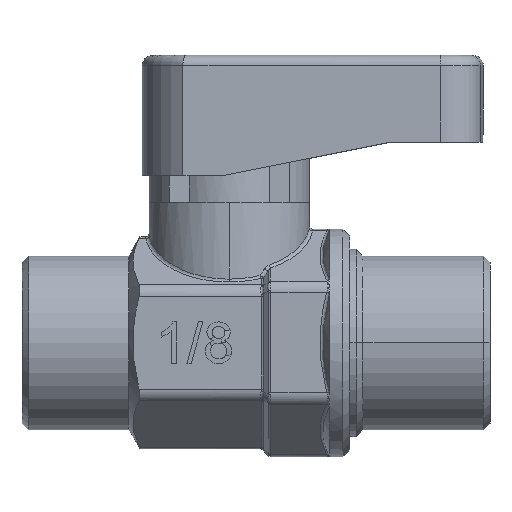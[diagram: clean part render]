
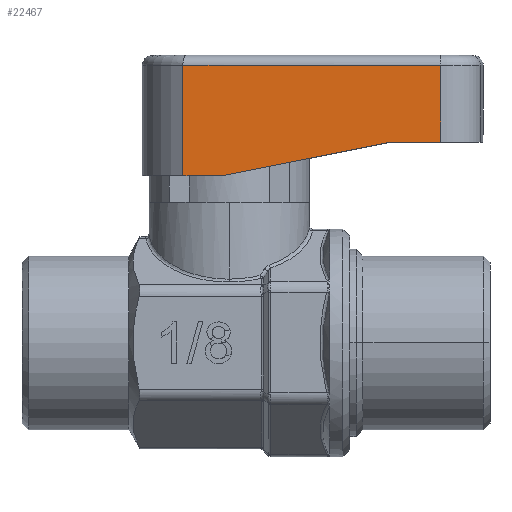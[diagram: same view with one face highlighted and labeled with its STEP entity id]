
A CAD part, top view. The second image highlights one B-rep face of the part: STEP entity #22467.
In plain terms, the highlighted planar face has unit normal (0, 0, 1).
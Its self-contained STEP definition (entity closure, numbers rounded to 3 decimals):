
#565 = ORIENTED_EDGE ( 'NONE', *, *, #6345, .T. ) ;
#566 = ORIENTED_EDGE ( 'NONE', *, *, #6347, .T. ) ;
#567 = ORIENTED_EDGE ( 'NONE', *, *, #6348, .F. ) ;
#568 = ORIENTED_EDGE ( 'NONE', *, *, #6349, .T. ) ;
#569 = ORIENTED_EDGE ( 'NONE', *, *, #6350, .T. ) ;
#570 = ORIENTED_EDGE ( 'NONE', *, *, #6351, .T. ) ;
#2184 = EDGE_LOOP ( 'NONE', ( #565, #566, #567, #568, #569, #570 ) ) ;
#2774 = FACE_OUTER_BOUND ( 'NONE', #2184, .T. ) ;
#6345 = EDGE_CURVE ( 'NONE', #22895, #22894, #8975, .T. ) ;
#6347 = EDGE_CURVE ( 'NONE', #22894, #22896, #8978, .T. ) ;
#6348 = EDGE_CURVE ( 'NONE', #22897, #22896, #8979, .T. ) ;
#6349 = EDGE_CURVE ( 'NONE', #22897, #22899, #8976, .T. ) ;
#6350 = EDGE_CURVE ( 'NONE', #22899, #22900, #8983, .T. ) ;
#6351 = EDGE_CURVE ( 'NONE', #22900, #22895, #8985, .T. ) ;
#8787 = AXIS2_PLACEMENT_3D ( 'NONE', #12012, #12021, #12023 ) ;
#8975 = LINE ( 'NONE', #9496, #8977 ) ;
#8976 = LINE ( 'NONE', #9506, #8984 ) ;
#8977 = VECTOR ( 'NONE', #9497, 1000. ) ;
#8978 = LINE ( 'NONE', #9505, #8980 ) ;
#8979 = LINE ( 'NONE', #9510, #8982 ) ;
#8980 = VECTOR ( 'NONE', #9501, 1000. ) ;
#8982 = VECTOR ( 'NONE', #9511, 1000. ) ;
#8983 = LINE ( 'NONE', #9513, #8986 ) ;
#8984 = VECTOR ( 'NONE', #9512, 1000. ) ;
#8985 = LINE ( 'NONE', #9515, #8988 ) ;
#8986 = VECTOR ( 'NONE', #9514, 1000. ) ;
#8988 = VECTOR ( 'NONE', #9516, 1000. ) ;
#9496 = CARTESIAN_POINT ( 'NONE',  ( 20.984, 12.5, 5.5 ) ) ;
#9497 = DIRECTION ( 'NONE',  ( 0., 1., 0. ) ) ;
#9501 = DIRECTION ( 'NONE',  ( -1., 0., 0. ) ) ;
#9505 = CARTESIAN_POINT ( 'NONE',  ( 1.716, 20.75, 5.5 ) ) ;
#9506 = CARTESIAN_POINT ( 'NONE',  ( 1.716, 12.5, 5.5 ) ) ;
#9510 = CARTESIAN_POINT ( 'NONE',  ( 1.716, 12.5, 5.5 ) ) ;
#9511 = DIRECTION ( 'NONE',  ( 0., 1., 0. ) ) ;
#9512 = DIRECTION ( 'NONE',  ( 1., 0., 0. ) ) ;
#9513 = CARTESIAN_POINT ( 'NONE',  ( 17.18, 15., 5.5 ) ) ;
#9514 = DIRECTION ( 'NONE',  ( 0.981, 0.196, 0. ) ) ;
#9515 = CARTESIAN_POINT ( 'NONE',  ( 24.18, 15., 5.5 ) ) ;
#9516 = DIRECTION ( 'NONE',  ( 1., 0., 0. ) ) ;
#12012 = CARTESIAN_POINT ( 'NONE',  ( 1.716, 12.5, 5.5 ) ) ;
#12017 = PLANE ( 'NONE',  #8787 ) ;
#12021 = DIRECTION ( 'NONE',  ( 0., 0., 1. ) ) ;
#12023 = DIRECTION ( 'NONE',  ( 1., 0., 0. ) ) ;
#12591 = CARTESIAN_POINT ( 'NONE',  ( 20.984, 20.75, 5.5 ) ) ;
#12593 = CARTESIAN_POINT ( 'NONE',  ( 20.984, 15., 5.5 ) ) ;
#12596 = CARTESIAN_POINT ( 'NONE',  ( 1.716, 20.75, 5.5 ) ) ;
#12599 = CARTESIAN_POINT ( 'NONE',  ( 1.716, 12.5, 5.5 ) ) ;
#12605 = CARTESIAN_POINT ( 'NONE',  ( 4.68, 12.5, 5.5 ) ) ;
#12608 = CARTESIAN_POINT ( 'NONE',  ( 17.18, 15., 5.5 ) ) ;
#22467 = ADVANCED_FACE ( 'NONE', ( #2774 ), #12017, .T. ) ;
#22894 = VERTEX_POINT ( 'NONE', #12591 ) ;
#22895 = VERTEX_POINT ( 'NONE', #12593 ) ;
#22896 = VERTEX_POINT ( 'NONE', #12596 ) ;
#22897 = VERTEX_POINT ( 'NONE', #12599 ) ;
#22899 = VERTEX_POINT ( 'NONE', #12605 ) ;
#22900 = VERTEX_POINT ( 'NONE', #12608 ) ;
